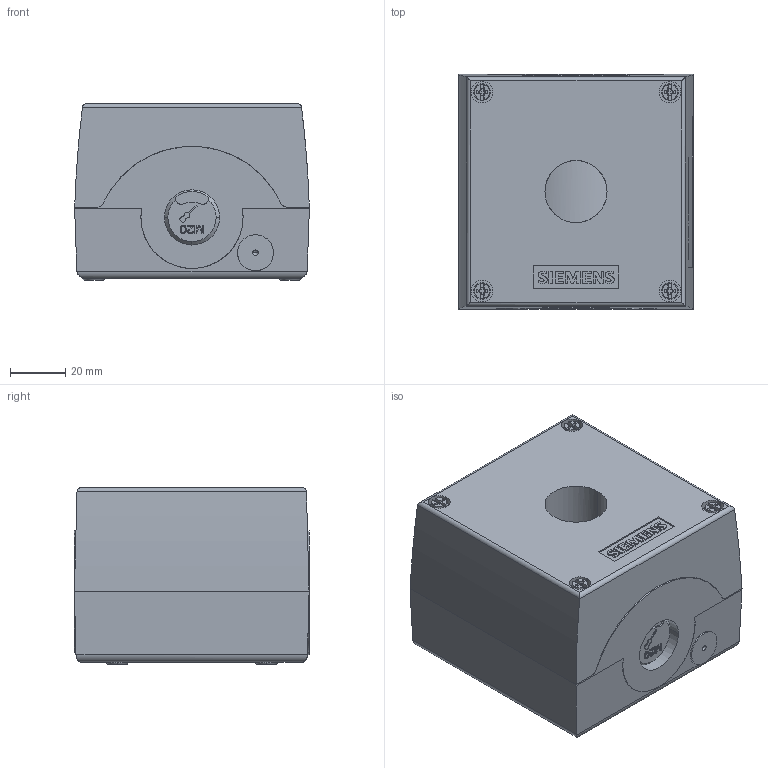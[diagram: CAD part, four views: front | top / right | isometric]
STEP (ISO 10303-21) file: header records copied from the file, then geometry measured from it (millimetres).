
FILE_DESCRIPTION(('STEP AP214'),'1');
FILE_NAME('cctmp_06F3DB54-47C6-4D0B-94E9-D90783D43EC2_2023_07_21_16_45_36_0038..stp','2023-07-21T14:45:37',('SIEMENS A&D'),('CADClick - www.CADClick.com'),'Spatial InterOp 3D postprocessed',' ','unknown authorization');
FILE_SCHEMA(('AUTOMOTIVE_DESIGN'));
Length unit declared in the file: millimetre
Products named in the file (1): 2023_07_21_16_45_36_0004
Bounding box: 85.04 x 85.2 x 64 mm (x, y, z)
Volume: 401157.2 mm3; surface area: 49972 mm2
Topology: 1 solids, 2 shells, 1040 faces, 2866 edges, 1905 vertices
Faces by surface type: plane 747, cylinder 203, bspline 48, cone 32, torus 8, sphere 2
Entity records: 57694 total; most frequent: CARTESIAN_POINT 8930, STYLED_ITEM 5810, PRESENTATION_STYLE_ASSIGNMENT 5810, ORIENTED_EDGE 5728, DIRECTION 5160, EDGE_CURVE 2864, CURVE_STYLE 2864, DRAUGHTING_PRE_DEFINED_CURVE_FONT 2864
